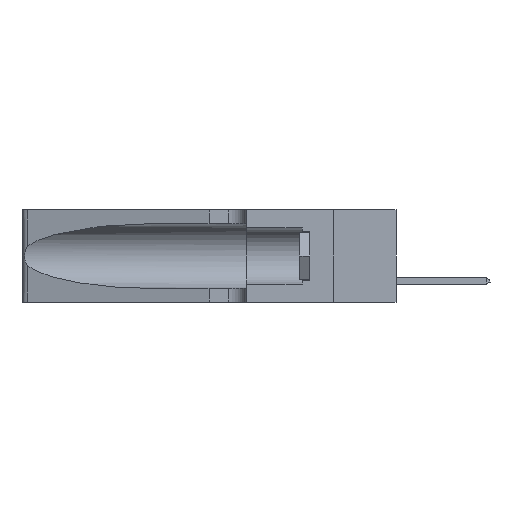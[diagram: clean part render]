
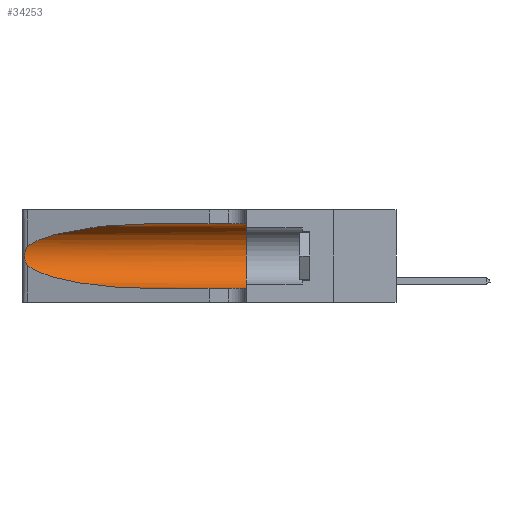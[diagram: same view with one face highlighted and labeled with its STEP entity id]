
A CAD part, left-side view. The second image highlights one B-rep face of the part: STEP entity #34253.
In plain terms, the highlighted cylindrical face has radius 3.308 mm (diameter 6.617 mm), a partial arc.
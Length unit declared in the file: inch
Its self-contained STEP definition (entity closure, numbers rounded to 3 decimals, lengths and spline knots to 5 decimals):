
#743 = CARTESIAN_POINT ( 'NONE',  ( 0.18966, 0.96281, 0.05475 ) ) ;
#1272 = CARTESIAN_POINT ( 'NONE',  ( 0.1305, 1.61858, 0.185 ) ) ;
#2418 = CARTESIAN_POINT ( 'NONE',  ( 0.25555, 1.22993, 0.14849 ) ) ;
#2871 = CARTESIAN_POINT ( 'NONE',  ( 0.25789, 1.23486, 0.15765 ) ) ;
#3258 = VERTEX_POINT ( 'NONE', #22512 ) ;
#3474 = ORIENTED_EDGE ( 'NONE', *, *, #13623, .T. ) ;
#4089 = DIRECTION ( 'NONE',  ( 0., -1., 0. ) ) ;
#4529 = DIRECTION ( 'NONE',  ( 0., 1., 0. ) ) ;
#4878 = CARTESIAN_POINT ( 'NONE',  ( 0.1305, 0.35, 0.185 ) ) ;
#5298 = CARTESIAN_POINT ( 'NONE',  ( 0.26018, 1.23835, 0.19895 ) ) ;
#6858 = CARTESIAN_POINT ( 'NONE',  ( 0.2373, 1.15595, 0.28018 ) ) ;
#7358 = CARTESIAN_POINT ( 'NONE',  ( 0.1305, 0.72297, 0.05475 ) ) ;
#10744 =( BOUNDED_CURVE ( )  B_SPLINE_CURVE ( 3, ( #34098, #26017, #6858, #17804 ),
 .UNSPECIFIED., .F., .T. ) 
 B_SPLINE_CURVE_WITH_KNOTS ( ( 4, 4 ),
 ( 1.5708, 2.84003 ),
 .UNSPECIFIED. ) 
 CURVE ( )  GEOMETRIC_REPRESENTATION_ITEM ( )  RATIONAL_B_SPLINE_CURVE ( ( 1., 0.87, 0.87, 1. ) ) 
 REPRESENTATION_ITEM ( '' )  );
#11183 = CARTESIAN_POINT ( 'NONE',  ( 0.25639, 1.23184, 0.21858 ) ) ;
#11332 =( BOUNDED_CURVE ( )  B_SPLINE_CURVE ( 3, ( #19580, #33764, #743, #25535 ),
 .UNSPECIFIED., .F., .F. ) 
 B_SPLINE_CURVE_WITH_KNOTS ( ( 4, 4 ),
 ( 3.44316, 4.71239 ),
 .UNSPECIFIED. ) 
 CURVE ( )  GEOMETRIC_REPRESENTATION_ITEM ( )  RATIONAL_B_SPLINE_CURVE ( ( 1., 0.87, 0.87, 1. ) ) 
 REPRESENTATION_ITEM ( '' )  );
#13320 = EDGE_LOOP ( 'NONE', ( #13772, #24252, #3474, #19510, #20419, #24578 ) ) ;
#13623 = EDGE_CURVE ( 'NONE', #22144, #16193, #11332, .T. ) ;
#13772 = ORIENTED_EDGE ( 'NONE', *, *, #21492, .T. ) ;
#16120 = CARTESIAN_POINT ( 'NONE',  ( 0.25555, 1.22994, 0.2215 ) ) ;
#16193 = VERTEX_POINT ( 'NONE', #7358 ) ;
#17211 = CIRCLE ( 'NONE', #23455, 0.13025 ) ;
#17688 = VECTOR ( 'NONE', #4089, 39.37008 ) ;
#17804 = CARTESIAN_POINT ( 'NONE',  ( 0.25487, 1.22718, 0.22369 ) ) ;
#18225 = CYLINDRICAL_SURFACE ( 'NONE', #19245, 0.13025 ) ;
#18865 = CARTESIAN_POINT ( 'NONE',  ( 0.25639, 1.23186, 0.15144 ) ) ;
#19245 = AXIS2_PLACEMENT_3D ( 'NONE', #1272, #31754, #28845 ) ;
#19312 = CARTESIAN_POINT ( 'NONE',  ( 0.26075, 1.23896, 0.178 ) ) ;
#19510 = ORIENTED_EDGE ( 'NONE', *, *, #26623, .T. ) ;
#19580 = CARTESIAN_POINT ( 'NONE',  ( 0.25487, 1.22718, 0.14631 ) ) ;
#20382 = VERTEX_POINT ( 'NONE', #31424 ) ;
#20419 = ORIENTED_EDGE ( 'NONE', *, *, #35370, .F. ) ;
#21492 = EDGE_CURVE ( 'NONE', #26031, #20382, #10744, .T. ) ;
#21774 = CARTESIAN_POINT ( 'NONE',  ( 0.25487, 1.22718, 0.22369 ) ) ;
#22100 = B_SPLINE_CURVE_WITH_KNOTS ( 'NONE', 3,
 ( #21774, #16120, #11183, #24656, #27538, #5298, #35409, #19312, #35531, #30357, #2871, #18865, #2418, #30029 ),
 .UNSPECIFIED., .F., .F.,
 ( 4, 2, 2, 2, 2, 2, 4 ),
 ( 0., 0.00027, 0.00053, 0.00107, 0.0016, 0.00187, 0.00214 ),
 .UNSPECIFIED. ) ;
#22144 = VERTEX_POINT ( 'NONE', #34130 ) ;
#22512 = CARTESIAN_POINT ( 'NONE',  ( 0.1305, 0.35, 0.31525 ) ) ;
#22648 = CARTESIAN_POINT ( 'NONE',  ( 0.1305, 1.61858, 0.31525 ) ) ;
#23084 = EDGE_CURVE ( 'NONE', #26031, #3258, #27286, .T. ) ;
#23455 = AXIS2_PLACEMENT_3D ( 'NONE', #4878, #4529, #35331 ) ;
#24252 = ORIENTED_EDGE ( 'NONE', *, *, #32048, .T. ) ;
#24578 = ORIENTED_EDGE ( 'NONE', *, *, #23084, .F. ) ;
#24656 = CARTESIAN_POINT ( 'NONE',  ( 0.25787, 1.23484, 0.2124 ) ) ;
#25197 = DIRECTION ( 'NONE',  ( 0., -1., 0. ) ) ;
#25535 = CARTESIAN_POINT ( 'NONE',  ( 0.1305, 0.72297, 0.05475 ) ) ;
#26017 = CARTESIAN_POINT ( 'NONE',  ( 0.18966, 0.96281, 0.31525 ) ) ;
#26031 = VERTEX_POINT ( 'NONE', #28689 ) ;
#26171 = CARTESIAN_POINT ( 'NONE',  ( 0.1305, 0.35, 0.05475 ) ) ;
#26446 = FACE_OUTER_BOUND ( 'NONE', #13320, .T. ) ;
#26623 = EDGE_CURVE ( 'NONE', #16193, #30848, #28941, .T. ) ;
#27286 = LINE ( 'NONE', #22648, #32511 ) ;
#27538 = CARTESIAN_POINT ( 'NONE',  ( 0.25854, 1.2359, 0.20912 ) ) ;
#28689 = CARTESIAN_POINT ( 'NONE',  ( 0.1305, 0.72297, 0.31525 ) ) ;
#28845 = DIRECTION ( 'NONE',  ( 0., 0., -1. ) ) ;
#28941 = LINE ( 'NONE', #31803, #17688 ) ;
#30029 = CARTESIAN_POINT ( 'NONE',  ( 0.25487, 1.22718, 0.14631 ) ) ;
#30357 = CARTESIAN_POINT ( 'NONE',  ( 0.25856, 1.23593, 0.16098 ) ) ;
#30848 = VERTEX_POINT ( 'NONE', #26171 ) ;
#31424 = CARTESIAN_POINT ( 'NONE',  ( 0.25487, 1.22718, 0.22369 ) ) ;
#31754 = DIRECTION ( 'NONE',  ( 0., -1., 0. ) ) ;
#31803 = CARTESIAN_POINT ( 'NONE',  ( 0.1305, 1.61858, 0.05475 ) ) ;
#32048 = EDGE_CURVE ( 'NONE', #20382, #22144, #22100, .T. ) ;
#32511 = VECTOR ( 'NONE', #25197, 39.37008 ) ;
#33764 = CARTESIAN_POINT ( 'NONE',  ( 0.2373, 1.15595, 0.08982 ) ) ;
#34098 = CARTESIAN_POINT ( 'NONE',  ( 0.1305, 0.72297, 0.31525 ) ) ;
#34130 = CARTESIAN_POINT ( 'NONE',  ( 0.25487, 1.22718, 0.14631 ) ) ;
#34253 = ADVANCED_FACE ( 'NONE', ( #26446 ), #18225, .F. ) ;
#35331 = DIRECTION ( 'NONE',  ( 0., 0., 1. ) ) ;
#35370 = EDGE_CURVE ( 'NONE', #3258, #30848, #17211, .T. ) ;
#35409 = CARTESIAN_POINT ( 'NONE',  ( 0.26075, 1.23896, 0.19203 ) ) ;
#35531 = CARTESIAN_POINT ( 'NONE',  ( 0.26017, 1.23833, 0.17102 ) ) ;
